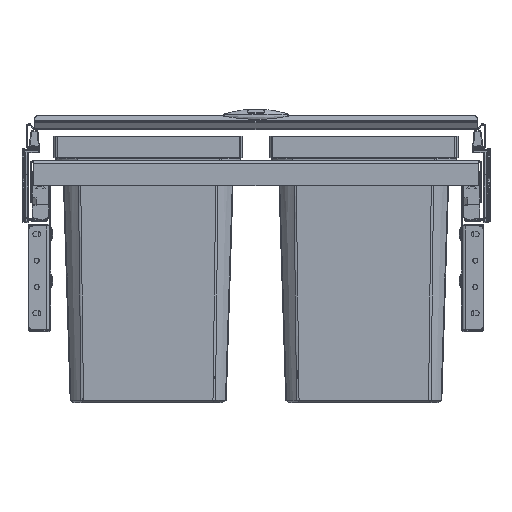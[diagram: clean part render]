
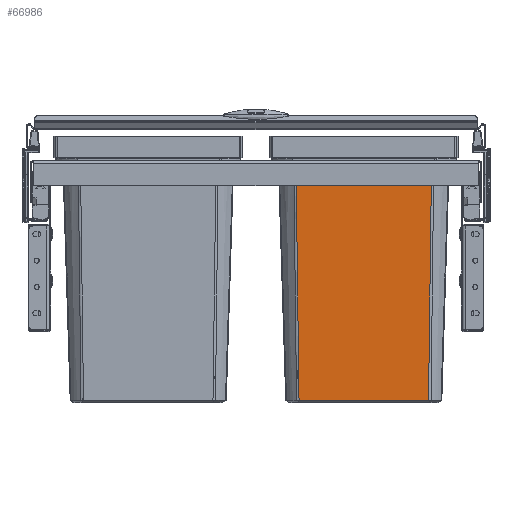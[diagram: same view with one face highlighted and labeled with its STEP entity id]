
A CAD part, top view. The second image highlights one B-rep face of the part: STEP entity #66986.
In plain terms, the highlighted planar face has unit normal (0, -0.031, 1).
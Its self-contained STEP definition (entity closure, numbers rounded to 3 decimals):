
#13045=EDGE_CURVE('9833',#34917,#34914,#34918,.T.);
#13097=EDGE_CURVE('9781',#34914,#34985,#34988,.T.);
#13099=EDGE_CURVE('9817',#34990,#34985,#34991,.T.);
#13101=EDGE_CURVE('9786',#34917,#34990,#34993,.T.);
#34914=VERTEX_POINT('',#66195);
#34917=VERTEX_POINT('',#66206);
#34918=LINE('',#66207,#66208);
#34985=VERTEX_POINT('',#66400);
#34988=B_SPLINE_CURVE_WITH_KNOTS('',3,(#66409,#66410,#66411,#66412,#66413,#66414),.UNSPECIFIED.,.F.,.F.,(4,1,1,4),(0.0,0.333,0.667,1.0),.UNSPECIFIED.);
#34990=VERTEX_POINT('',#66417);
#34991=LINE('',#66418,#66419);
#34993=B_SPLINE_CURVE_WITH_KNOTS('',3,(#66422,#66423,#66424,#66425,#66426,#66427),.UNSPECIFIED.,.F.,.F.,(4,1,1,4),(0.0,0.333,0.667,1.0),.UNSPECIFIED.);
#66195=CARTESIAN_POINT('',(48.371,9.8,-11.429));
#66206=CARTESIAN_POINT('',(213.229,9.8,-11.429));
#66207=CARTESIAN_POINT('',(213.229,9.8,-11.429));
#66208=VECTOR('',#114520,164.857);
#66400=CARTESIAN_POINT('',(52.22,-290.329,-20.784));
#66409=CARTESIAN_POINT('',(48.371,9.8,-11.429));
#66410=CARTESIAN_POINT('',(48.817,-25.284,-12.522));
#66411=CARTESIAN_POINT('',(49.696,-94.295,-14.673));
#66412=CARTESIAN_POINT('',(50.978,-194.335,-17.792));
#66413=CARTESIAN_POINT('',(51.809,-258.716,-19.799));
#66414=CARTESIAN_POINT('',(52.22,-290.329,-20.784));
#66417=CARTESIAN_POINT('',(209.38,-290.329,-20.784));
#66418=CARTESIAN_POINT('',(209.38,-290.329,-20.784));
#66419=VECTOR('',#114532,157.161);
#66422=CARTESIAN_POINT('',(213.229,9.8,-11.429));
#66423=CARTESIAN_POINT('',(212.783,-25.284,-12.522));
#66424=CARTESIAN_POINT('',(211.904,-94.295,-14.673));
#66425=CARTESIAN_POINT('',(210.622,-194.335,-17.792));
#66426=CARTESIAN_POINT('',(209.791,-258.716,-19.799));
#66427=CARTESIAN_POINT('',(209.38,-290.329,-20.784));
#66986=ADVANCED_FACE('7138',(#114894),#114895,.T.);
#114520=DIRECTION('',(-1.0,0.0,0.0));
#114532=DIRECTION('',(-1.0,0.0,0.0));
#114894=FACE_OUTER_BOUND('',#144567,.T.);
#114895=PLANE('',#144568);
#144567=EDGE_LOOP('',(#159698,#159699,#159700,#159701));
#144568=AXIS2_PLACEMENT_3D('',#159702,#159703,#159704);
#159698=ORIENTED_EDGE('',*,*,#13099,.F.);
#159699=ORIENTED_EDGE('',*,*,#13101,.F.);
#159700=ORIENTED_EDGE('',*,*,#13045,.T.);
#159701=ORIENTED_EDGE('',*,*,#13097,.T.);
#159702=CARTESIAN_POINT('',(130.8,-130.469,-15.801));
#159703=DIRECTION('',(0.0,-0.031,1.));
#159704=DIRECTION('',(1.0,0.0,0.0));
